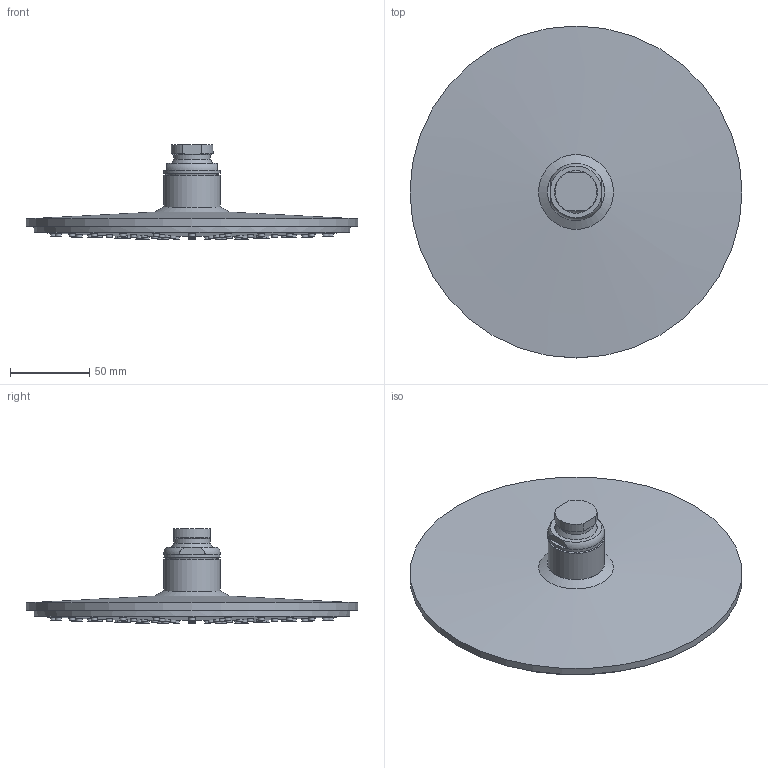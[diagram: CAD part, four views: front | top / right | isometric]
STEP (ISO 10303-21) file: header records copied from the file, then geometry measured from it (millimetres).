
FILE_DESCRIPTION(/* description */ ('Unknown'),/* implementation_level */ '2;1');
FILE_NAME(/* name */ '28368',/* time_stamp */ '2022-09-08T19:01:52+02:00',/* author */ ('Unknown'),/* organization */ ('GROHE AG'),/* preprocessor_version */ 'ST-DEVELOPER v16.7',/* originating_system */ 'DEX',/* authorisation */ $);
FILE_SCHEMA (('AUTOMOTIVE_DESIGN {1 0 10303 214 3 1 1}'));
Length unit declared in the file: millimetre
Products named in the file (4): 28368; id42; 601441-01-20
Assembly tree (3 placements, depth 2):
  28368
    28368
    id42
    601441-01-20
Bounding box: 210 x 210 x 59.75 mm (x, y, z)
Volume: 14727.4 mm3; surface area: 114001.9 mm2
Topology: 2 solids, 127 shells, 294 faces, 866 edges, 688 vertices
Faces by surface type: plane 134, cone 125, cylinder 23, torus 8, bspline 3, sphere 1
Full cylindrical faces by diameter (mm): 4.1 x16, 23 x1, 27 x1, 36 x2, 210 x1
Entity records: 12939 total; most frequent: CARTESIAN_POINT 4638, DIRECTION 1420, ORIENTED_EDGE 916, AXIS2_PLACEMENT_3D 705, EDGE_CURVE 702, VERTEX_POINT 679, FACE_BOUND 679, EDGE_LOOP 678
